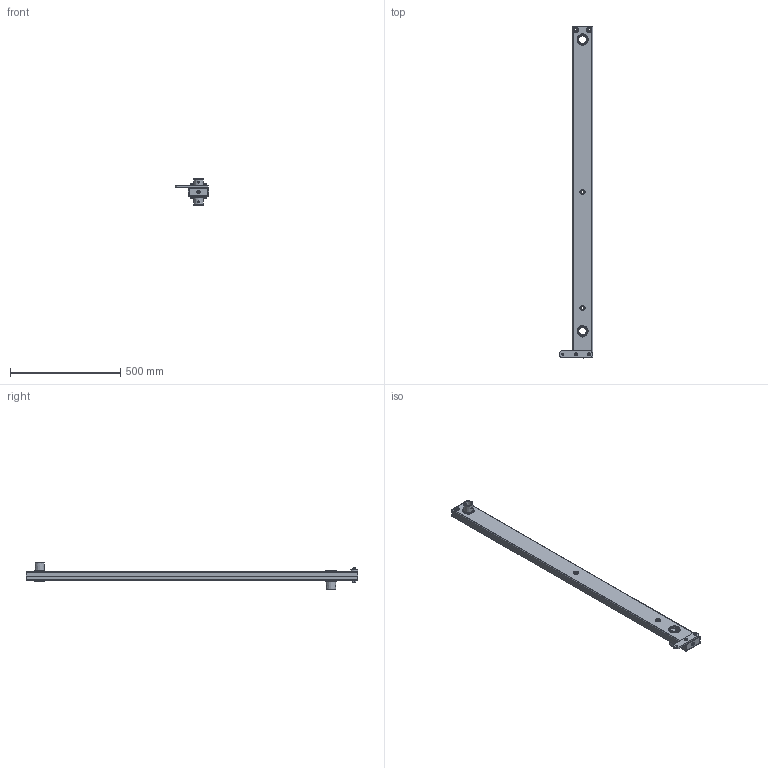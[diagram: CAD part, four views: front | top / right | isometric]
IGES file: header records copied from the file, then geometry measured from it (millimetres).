
Global section: file name: 52160_0651_15; native system: Autodesk Inventor 2022; preprocessor: unknown; author: Nesvadba; date: 20240224.142026; units: millimetre
Bounding box: 151 x 1504.4 x 119.6 mm (x, y, z)
Volume: 843036.9 mm3; surface area: 823411 mm2
Topology: 35 solids, 35 shells, 649 faces, 1653 edges, 1104 vertices
Faces by surface type: bspline 649
